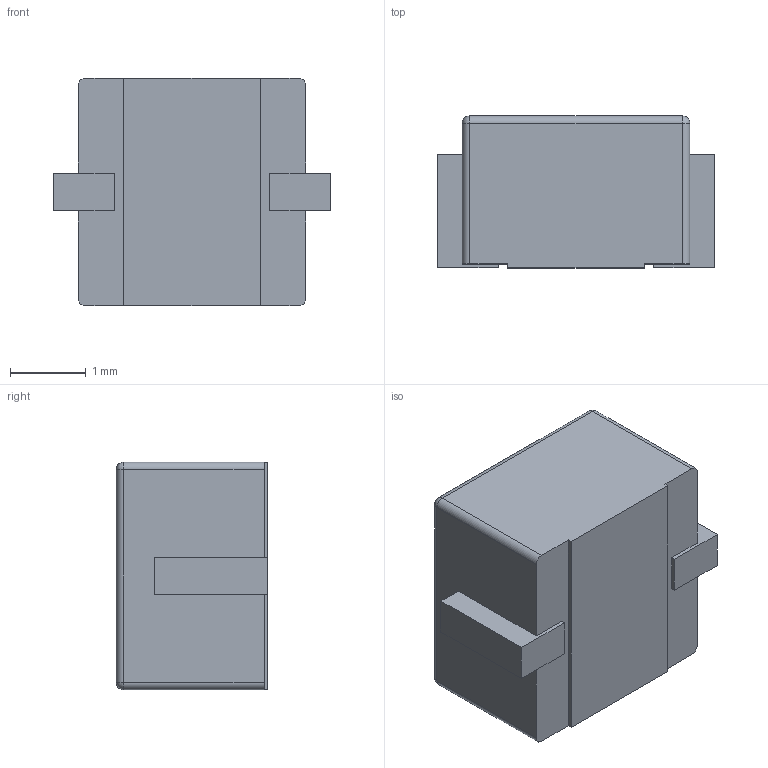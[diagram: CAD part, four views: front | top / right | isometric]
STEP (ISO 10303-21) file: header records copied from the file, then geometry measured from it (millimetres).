
FILE_DESCRIPTION (( 'STEP AP214' ), '1' );
FILE_NAME ('IHLP1212BZER3R3M11.STEP', '2018-09-30T20:16:37', ( '' ), ( '' ), 'SwSTEP 2.0', 'SolidWorks 2017', '' );
FILE_SCHEMA (( 'AUTOMOTIVE_DESIGN' ));
Length unit declared in the file: millimetre
Products named in the file (1): IHLP1212BZER3R3M11
Bounding box: 3.65 x 2 x 3 mm (x, y, z)
Volume: 18.3 mm3; surface area: 53.2 mm2
Topology: 3 solids, 3 shells, 42 faces, 100 edges, 60 vertices
Faces by surface type: plane 30, cylinder 8, sphere 4
Entity records: 1212 total; most frequent: CARTESIAN_POINT 199, DIRECTION 198, ORIENTED_EDGE 192, EDGE_CURVE 96, VECTOR 80, LINE 80, VERTEX_POINT 60, AXIS2_PLACEMENT_3D 59
